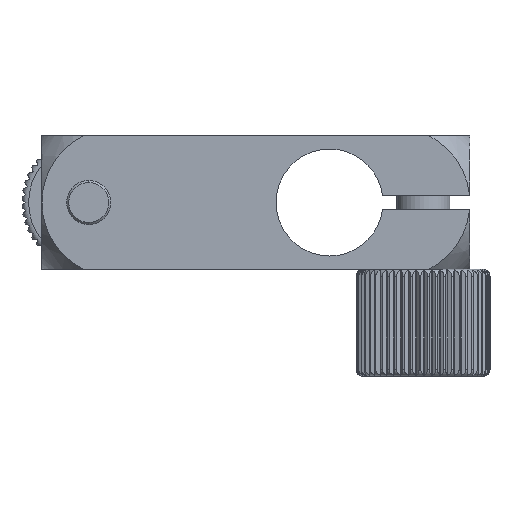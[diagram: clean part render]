
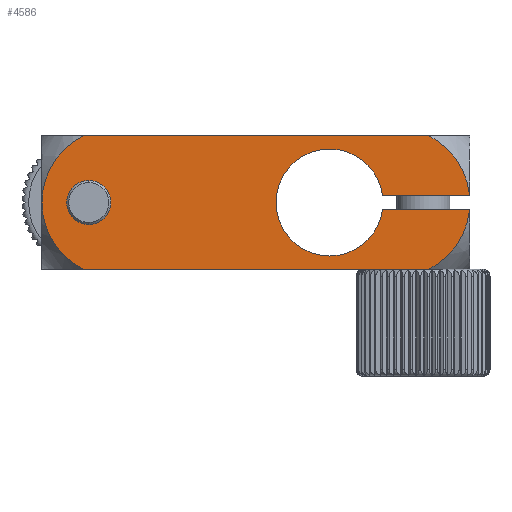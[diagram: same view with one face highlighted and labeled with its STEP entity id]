
A CAD part, front view. The second image highlights one B-rep face of the part: STEP entity #4586.
In plain terms, the highlighted planar face has unit normal (0, -1, 0).
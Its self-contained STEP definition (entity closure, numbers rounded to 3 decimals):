
#46 = VERTEX_POINT ( 'NONE', #1159 ) ;
#154 = ORIENTED_EDGE ( 'NONE', *, *, #8120, .F. ) ;
#175 = DIRECTION ( 'NONE',  ( 1., 0., 0. ) ) ;
#222 = DIRECTION ( 'NONE',  ( 0., -1., 0. ) ) ;
#500 = AXIS2_PLACEMENT_3D ( 'NONE', #3175, #222, #14158 ) ;
#534 = ORIENTED_EDGE ( 'NONE', *, *, #19892, .F. ) ;
#657 = EDGE_LOOP ( 'NONE', ( #10662, #1808, #154, #14033, #6453, #14779, #3223, #12564, #2085, #534, #15858 ) ) ;
#759 = DIRECTION ( 'NONE',  ( 0., 1., 0. ) ) ;
#1159 = CARTESIAN_POINT ( 'NONE',  ( -12.91, -5., -5. ) ) ;
#1204 = CARTESIAN_POINT ( 'NONE',  ( 9.469, -5., 0.5 ) ) ;
#1366 = EDGE_CURVE ( 'NONE', #13792, #1731, #16243, .T. ) ;
#1533 = AXIS2_PLACEMENT_3D ( 'NONE', #13113, #1909, #6823 ) ;
#1731 = VERTEX_POINT ( 'NONE', #11859 ) ;
#1808 = ORIENTED_EDGE ( 'NONE', *, *, #18215, .F. ) ;
#1825 = EDGE_CURVE ( 'NONE', #19272, #3856, #20169, .T. ) ;
#1864 = CIRCLE ( 'NONE', #16062, 5.59 ) ;
#1909 = DIRECTION ( 'NONE',  ( 0., 1., 0. ) ) ;
#2034 = AXIS2_PLACEMENT_3D ( 'NONE', #9656, #14535, #3547 ) ;
#2085 = ORIENTED_EDGE ( 'NONE', *, *, #1366, .F. ) ;
#2143 = FACE_BOUND ( 'NONE', #5744, .T. ) ;
#2329 = DIRECTION ( 'NONE',  ( 0., -1., 0. ) ) ;
#2543 = CARTESIAN_POINT ( 'NONE',  ( 12.91, -5., -5. ) ) ;
#2649 = VERTEX_POINT ( 'NONE', #4499 ) ;
#2675 = CARTESIAN_POINT ( 'NONE',  ( 10.41, -5., 0. ) ) ;
#3002 = DIRECTION ( 'NONE',  ( 1., 0., 0. ) ) ;
#3124 = CARTESIAN_POINT ( 'NONE',  ( 9.469, -5., -0.5 ) ) ;
#3175 = CARTESIAN_POINT ( 'NONE',  ( 5.5, -5., 0. ) ) ;
#3223 = ORIENTED_EDGE ( 'NONE', *, *, #5642, .F. ) ;
#3239 = AXIS2_PLACEMENT_3D ( 'NONE', #10636, #4377, #16881 ) ;
#3547 = DIRECTION ( 'NONE',  ( -1., 0., 0. ) ) ;
#3743 = VECTOR ( 'NONE', #3002, 1000. ) ;
#3856 = VERTEX_POINT ( 'NONE', #1204 ) ;
#3958 = DIRECTION ( 'NONE',  ( -1., 0., 0. ) ) ;
#4196 = CARTESIAN_POINT ( 'NONE',  ( -16., -5., 5. ) ) ;
#4377 = DIRECTION ( 'NONE',  ( 0., -1., 0. ) ) ;
#4499 = CARTESIAN_POINT ( 'NONE',  ( 9.469, -5., -0.5 ) ) ;
#4521 = DIRECTION ( 'NONE',  ( -1., 0., 0. ) ) ;
#4586 = ADVANCED_FACE ( 'NONE', ( #2143, #12989 ), #19656, .F. ) ;
#5642 = EDGE_CURVE ( 'NONE', #2649, #5956, #11039, .T. ) ;
#5744 = EDGE_LOOP ( 'NONE', ( #18590, #18289 ) ) ;
#5956 = VERTEX_POINT ( 'NONE', #15253 ) ;
#6167 = EDGE_CURVE ( 'NONE', #1731, #2649, #9270, .T. ) ;
#6261 = EDGE_CURVE ( 'NONE', #16070, #10030, #16150, .T. ) ;
#6293 = VECTOR ( 'NONE', #175, 1000. ) ;
#6396 = AXIS2_PLACEMENT_3D ( 'NONE', #10171, #759, #13336 ) ;
#6411 = CARTESIAN_POINT ( 'NONE',  ( 5.5, -5., 4. ) ) ;
#6443 = LINE ( 'NONE', #17219, #3743 ) ;
#6453 = ORIENTED_EDGE ( 'NONE', *, *, #15966, .T. ) ;
#6823 = DIRECTION ( 'NONE',  ( -1., 0., 0. ) ) ;
#7489 = DIRECTION ( 'NONE',  ( 0., 1., 0. ) ) ;
#7751 = DIRECTION ( 'NONE',  ( -1., 0., 0. ) ) ;
#8120 = EDGE_CURVE ( 'NONE', #20060, #8266, #9716, .T. ) ;
#8221 = EDGE_CURVE ( 'NONE', #46, #20060, #10471, .T. ) ;
#8266 = VERTEX_POINT ( 'NONE', #10942 ) ;
#8562 = CARTESIAN_POINT ( 'NONE',  ( -16., -5., 0. ) ) ;
#8603 = LINE ( 'NONE', #17259, #12813 ) ;
#8997 = DIRECTION ( 'NONE',  ( 0., 1., 0. ) ) ;
#9066 = CARTESIAN_POINT ( 'NONE',  ( 10.41, -5., 0. ) ) ;
#9144 = AXIS2_PLACEMENT_3D ( 'NONE', #13266, #2329, #3958 ) ;
#9222 = CARTESIAN_POINT ( 'NONE',  ( -12.5, -5., 1.65 ) ) ;
#9270 = CIRCLE ( 'NONE', #9144, 4. ) ;
#9656 = CARTESIAN_POINT ( 'NONE',  ( -12.5, -5., 0. ) ) ;
#9716 = CIRCLE ( 'NONE', #6396, 5.59 ) ;
#9758 = CARTESIAN_POINT ( 'NONE',  ( 15.978, -5., 0.5 ) ) ;
#10030 = VERTEX_POINT ( 'NONE', #9222 ) ;
#10171 = CARTESIAN_POINT ( 'NONE',  ( -10.41, -5., 0. ) ) ;
#10471 = CIRCLE ( 'NONE', #14179, 5.59 ) ;
#10636 = CARTESIAN_POINT ( 'NONE',  ( 5.5, -5., 0. ) ) ;
#10662 = ORIENTED_EDGE ( 'NONE', *, *, #13268, .F. ) ;
#10690 = AXIS2_PLACEMENT_3D ( 'NONE', #9066, #8997, #16830 ) ;
#10880 = DIRECTION ( 'NONE',  ( 0., 1., 0. ) ) ;
#10942 = CARTESIAN_POINT ( 'NONE',  ( -12.91, -5., 5. ) ) ;
#11018 = DIRECTION ( 'NONE',  ( 0., 1., 0. ) ) ;
#11039 = LINE ( 'NONE', #3124, #6293 ) ;
#11636 = EDGE_CURVE ( 'NONE', #5956, #15299, #1864, .T. ) ;
#11859 = CARTESIAN_POINT ( 'NONE',  ( 5.5, -5., -4. ) ) ;
#11920 = CARTESIAN_POINT ( 'NONE',  ( 17.5, -5., 0.5 ) ) ;
#12159 = AXIS2_PLACEMENT_3D ( 'NONE', #4196, #7489, #15255 ) ;
#12564 = ORIENTED_EDGE ( 'NONE', *, *, #6167, .F. ) ;
#12813 = VECTOR ( 'NONE', #14161, 1000. ) ;
#12989 = FACE_OUTER_BOUND ( 'NONE', #657, .T. ) ;
#13113 = CARTESIAN_POINT ( 'NONE',  ( -12.5, -5., 0. ) ) ;
#13266 = CARTESIAN_POINT ( 'NONE',  ( 5.5, -5., 0. ) ) ;
#13268 = EDGE_CURVE ( 'NONE', #20333, #19272, #19300, .T. ) ;
#13336 = DIRECTION ( 'NONE',  ( -1., 0., 0. ) ) ;
#13780 = VECTOR ( 'NONE', #20091, 1000. ) ;
#13792 = VERTEX_POINT ( 'NONE', #6411 ) ;
#14033 = ORIENTED_EDGE ( 'NONE', *, *, #8221, .F. ) ;
#14158 = DIRECTION ( 'NONE',  ( -1., 0., 0. ) ) ;
#14161 = DIRECTION ( 'NONE',  ( 1., 0., 0. ) ) ;
#14179 = AXIS2_PLACEMENT_3D ( 'NONE', #15578, #11018, #4521 ) ;
#14389 = CARTESIAN_POINT ( 'NONE',  ( -12.5, -5., -1.65 ) ) ;
#14535 = DIRECTION ( 'NONE',  ( 0., 1., 0. ) ) ;
#14779 = ORIENTED_EDGE ( 'NONE', *, *, #11636, .F. ) ;
#15253 = CARTESIAN_POINT ( 'NONE',  ( 15.978, -5., -0.5 ) ) ;
#15255 = DIRECTION ( 'NONE',  ( -1., 0., 0. ) ) ;
#15299 = VERTEX_POINT ( 'NONE', #2543 ) ;
#15578 = CARTESIAN_POINT ( 'NONE',  ( -10.41, -5., 0. ) ) ;
#15858 = ORIENTED_EDGE ( 'NONE', *, *, #1825, .F. ) ;
#15966 = EDGE_CURVE ( 'NONE', #46, #15299, #6443, .T. ) ;
#15977 = CARTESIAN_POINT ( 'NONE',  ( 12.91, -5., 5. ) ) ;
#16062 = AXIS2_PLACEMENT_3D ( 'NONE', #2675, #10880, #7751 ) ;
#16070 = VERTEX_POINT ( 'NONE', #14389 ) ;
#16150 = CIRCLE ( 'NONE', #2034, 1.65 ) ;
#16243 = CIRCLE ( 'NONE', #3239, 4. ) ;
#16830 = DIRECTION ( 'NONE',  ( -1., 0., 0. ) ) ;
#16881 = DIRECTION ( 'NONE',  ( -1., 0., 0. ) ) ;
#17219 = CARTESIAN_POINT ( 'NONE',  ( -16., -5., -5. ) ) ;
#17259 = CARTESIAN_POINT ( 'NONE',  ( -16., -5., 5. ) ) ;
#17456 = EDGE_CURVE ( 'NONE', #10030, #16070, #18217, .T. ) ;
#18176 = CIRCLE ( 'NONE', #500, 4. ) ;
#18215 = EDGE_CURVE ( 'NONE', #8266, #20333, #8603, .T. ) ;
#18217 = CIRCLE ( 'NONE', #1533, 1.65 ) ;
#18289 = ORIENTED_EDGE ( 'NONE', *, *, #6261, .T. ) ;
#18590 = ORIENTED_EDGE ( 'NONE', *, *, #17456, .T. ) ;
#19272 = VERTEX_POINT ( 'NONE', #9758 ) ;
#19300 = CIRCLE ( 'NONE', #10690, 5.59 ) ;
#19656 = PLANE ( 'NONE',  #12159 ) ;
#19892 = EDGE_CURVE ( 'NONE', #3856, #13792, #18176, .T. ) ;
#20060 = VERTEX_POINT ( 'NONE', #8562 ) ;
#20091 = DIRECTION ( 'NONE',  ( -1., 0., 0. ) ) ;
#20169 = LINE ( 'NONE', #11920, #13780 ) ;
#20333 = VERTEX_POINT ( 'NONE', #15977 ) ;
